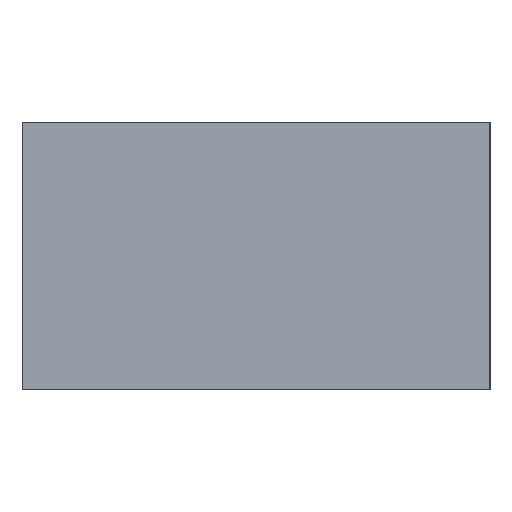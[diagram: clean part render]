
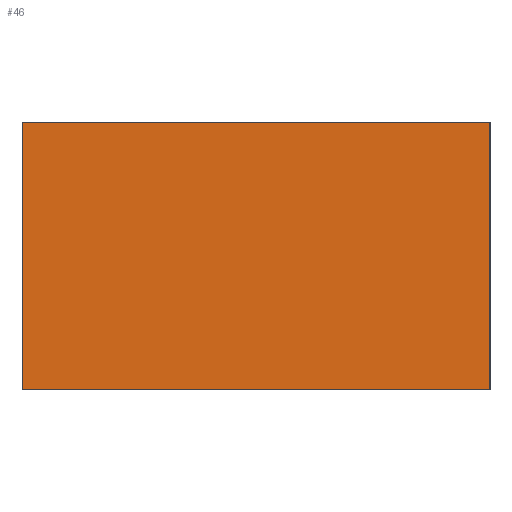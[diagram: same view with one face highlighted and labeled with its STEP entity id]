
A CAD part, left-side view. The second image highlights one B-rep face of the part: STEP entity #46.
In plain terms, the highlighted planar face has unit normal (-1, 0, 0).
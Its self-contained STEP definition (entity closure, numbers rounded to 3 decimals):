
#46=ADVANCED_FACE('',(#92),#93,.T.);
#92=FACE_OUTER_BOUND('',#129,.T.);
#93=PLANE('',#130);
#129=EDGE_LOOP('',(#189,#190,#191,#192));
#130=AXIS2_PLACEMENT_3D('',#193,#194,#195);
#189=ORIENTED_EDGE('',*,*,#212,.T.);
#190=ORIENTED_EDGE('',*,*,#210,.T.);
#191=ORIENTED_EDGE('',*,*,#215,.F.);
#192=ORIENTED_EDGE('',*,*,#218,.T.);
#193=CARTESIAN_POINT('',(0.0,35.0,0.0));
#194=DIRECTION('',(-1.0,0.0,0.0));
#195=DIRECTION('',(0.0,0.0,1.0));
#210=EDGE_CURVE('',#240,#242,#244,.T.);
#212=EDGE_CURVE('',#246,#240,#247,.T.);
#215=EDGE_CURVE('',#250,#242,#251,.T.);
#218=EDGE_CURVE('',#250,#246,#254,.T.);
#240=VERTEX_POINT('',#280);
#242=VERTEX_POINT('',#283);
#244=LINE('',#286,#287);
#246=VERTEX_POINT('',#289);
#247=LINE('',#290,#291);
#250=VERTEX_POINT('',#295);
#251=LINE('',#296,#297);
#254=LINE('',#301,#302);
#280=CARTESIAN_POINT('',(0.0,0.0,40.0));
#283=CARTESIAN_POINT('',(0.0,70.0,40.0));
#286=CARTESIAN_POINT('',(0.0,35.0,40.0));
#287=VECTOR('',#322,1.0);
#289=CARTESIAN_POINT('',(0.0,0.0,0.0));
#290=CARTESIAN_POINT('',(0.0,0.0,0.0));
#291=VECTOR('',#323,1.0);
#295=CARTESIAN_POINT('',(0.0,70.0,0.0));
#296=CARTESIAN_POINT('',(0.0,70.0,0.0));
#297=VECTOR('',#325,1.0);
#301=CARTESIAN_POINT('',(0.0,35.0,0.0));
#302=VECTOR('',#327,1.0);
#322=DIRECTION('',(0.0,1.0,0.0));
#323=DIRECTION('',(0.0,0.0,1.0));
#325=DIRECTION('',(0.0,0.0,1.0));
#327=DIRECTION('',(0.0,-1.0,0.0));
